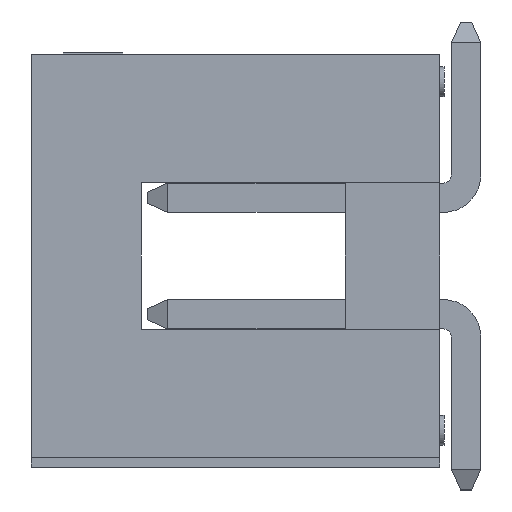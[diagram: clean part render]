
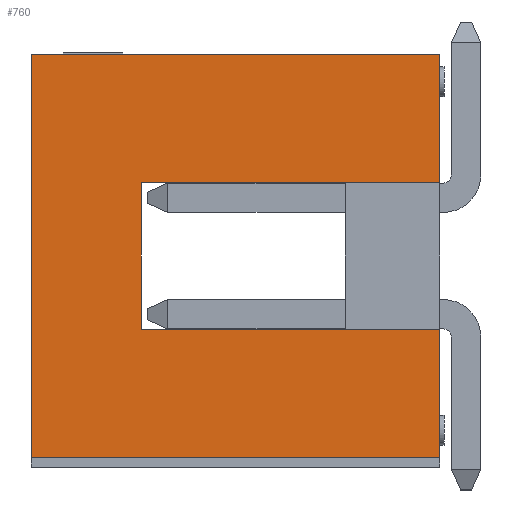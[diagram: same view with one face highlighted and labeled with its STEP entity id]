
A CAD part, left-side view. The second image highlights one B-rep face of the part: STEP entity #760.
In plain terms, the highlighted planar face has unit normal (-1, 0, 0).
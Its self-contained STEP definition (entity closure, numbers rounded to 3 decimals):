
#449 = LINE ( 'NONE', #13958, #1219 ) ;
#717 = LINE ( 'NONE', #2571, #15026 ) ;
#733 = CARTESIAN_POINT ( 'NONE',  ( -20.32, 8.9, 0. ) ) ;
#760 = ADVANCED_FACE ( 'NONE', ( #13068 ), #11767, .T. ) ;
#1219 = VECTOR ( 'NONE', #11593, 1000. ) ;
#1402 = VERTEX_POINT ( 'NONE', #6977 ) ;
#1590 = LINE ( 'NONE', #14694, #10326 ) ;
#1730 = CARTESIAN_POINT ( 'NONE',  ( -20.32, 4.45, -4.4 ) ) ;
#1813 = DIRECTION ( 'NONE',  ( 0., 0., 1. ) ) ;
#1830 = EDGE_CURVE ( 'NONE', #1402, #14883, #9068, .T. ) ;
#2057 = DIRECTION ( 'NONE',  ( 0., 0., -1. ) ) ;
#2227 = CARTESIAN_POINT ( 'NONE',  ( -20.32, 0., -1.6 ) ) ;
#2571 = CARTESIAN_POINT ( 'NONE',  ( -20.32, 4.45, 1.6 ) ) ;
#3684 = DIRECTION ( 'NONE',  ( -1., 0., 0. ) ) ;
#3959 = CARTESIAN_POINT ( 'NONE',  ( -20.32, 6.5, -1.6 ) ) ;
#4436 = VECTOR ( 'NONE', #2057, 1000. ) ;
#4562 = EDGE_CURVE ( 'NONE', #1402, #11839, #1590, .T. ) ;
#4570 = ORIENTED_EDGE ( 'NONE', *, *, #4562, .F. ) ;
#4648 = VERTEX_POINT ( 'NONE', #11116 ) ;
#4845 = AXIS2_PLACEMENT_3D ( 'NONE', #12988, #3684, #11863 ) ;
#5615 = VECTOR ( 'NONE', #1813, 1000. ) ;
#5820 = CARTESIAN_POINT ( 'NONE',  ( -20.32, 0., -0.1 ) ) ;
#6821 = EDGE_CURVE ( 'NONE', #11189, #15369, #7470, .T. ) ;
#6977 = CARTESIAN_POINT ( 'NONE',  ( -20.32, 8.9, 4.4 ) ) ;
#7128 = VERTEX_POINT ( 'NONE', #7826 ) ;
#7470 = LINE ( 'NONE', #14838, #5615 ) ;
#7534 = EDGE_CURVE ( 'NONE', #13289, #7128, #14459, .T. ) ;
#7826 = CARTESIAN_POINT ( 'NONE',  ( -20.32, 6.5, 1.6 ) ) ;
#7862 = ORIENTED_EDGE ( 'NONE', *, *, #12735, .T. ) ;
#7981 = EDGE_CURVE ( 'NONE', #4648, #11839, #15224, .T. ) ;
#8128 = CARTESIAN_POINT ( 'NONE',  ( -20.32, 0., 4.4 ) ) ;
#8188 = VECTOR ( 'NONE', #8591, 1000. ) ;
#8239 = CARTESIAN_POINT ( 'NONE',  ( -20.32, 8.9, -4.4 ) ) ;
#8591 = DIRECTION ( 'NONE',  ( 0., 0., 1. ) ) ;
#8954 = VECTOR ( 'NONE', #12976, 1000. ) ;
#9068 = LINE ( 'NONE', #733, #4436 ) ;
#9136 = ORIENTED_EDGE ( 'NONE', *, *, #1830, .T. ) ;
#10326 = VECTOR ( 'NONE', #14638, 1000. ) ;
#10482 = ORIENTED_EDGE ( 'NONE', *, *, #7981, .T. ) ;
#10492 = ORIENTED_EDGE ( 'NONE', *, *, #6821, .T. ) ;
#10836 = CARTESIAN_POINT ( 'NONE',  ( -20.32, 6.5, 0. ) ) ;
#11116 = CARTESIAN_POINT ( 'NONE',  ( -20.32, 0., 1.6 ) ) ;
#11189 = VERTEX_POINT ( 'NONE', #15057 ) ;
#11212 = DIRECTION ( 'NONE',  ( 0., -1., 0. ) ) ;
#11593 = DIRECTION ( 'NONE',  ( 0., 1., 0. ) ) ;
#11680 = VECTOR ( 'NONE', #11212, 1000. ) ;
#11767 = PLANE ( 'NONE',  #4845 ) ;
#11839 = VERTEX_POINT ( 'NONE', #8128 ) ;
#11863 = DIRECTION ( 'NONE',  ( 0., 0., 1. ) ) ;
#11923 = EDGE_LOOP ( 'NONE', ( #10492, #13014, #13981, #13868, #10482, #4570, #9136, #7862 ) ) ;
#11943 = DIRECTION ( 'NONE',  ( 0., -1., 0. ) ) ;
#12528 = EDGE_CURVE ( 'NONE', #7128, #4648, #717, .T. ) ;
#12735 = EDGE_CURVE ( 'NONE', #14883, #11189, #13701, .T. ) ;
#12976 = DIRECTION ( 'NONE',  ( 0., 0., 1. ) ) ;
#12988 = CARTESIAN_POINT ( 'NONE',  ( -20.32, -0.178, -4.576 ) ) ;
#13014 = ORIENTED_EDGE ( 'NONE', *, *, #14248, .T. ) ;
#13068 = FACE_OUTER_BOUND ( 'NONE', #11923, .T. ) ;
#13289 = VERTEX_POINT ( 'NONE', #3959 ) ;
#13701 = LINE ( 'NONE', #1730, #11680 ) ;
#13868 = ORIENTED_EDGE ( 'NONE', *, *, #12528, .T. ) ;
#13958 = CARTESIAN_POINT ( 'NONE',  ( -20.32, 4.45, -1.6 ) ) ;
#13981 = ORIENTED_EDGE ( 'NONE', *, *, #7534, .T. ) ;
#14248 = EDGE_CURVE ( 'NONE', #15369, #13289, #449, .T. ) ;
#14459 = LINE ( 'NONE', #10836, #8188 ) ;
#14638 = DIRECTION ( 'NONE',  ( 0., -1., 0. ) ) ;
#14694 = CARTESIAN_POINT ( 'NONE',  ( -20.32, 4.45, 4.4 ) ) ;
#14838 = CARTESIAN_POINT ( 'NONE',  ( -20.32, 0., -0.1 ) ) ;
#14883 = VERTEX_POINT ( 'NONE', #8239 ) ;
#15026 = VECTOR ( 'NONE', #11943, 1000. ) ;
#15057 = CARTESIAN_POINT ( 'NONE',  ( -20.32, 0., -4.4 ) ) ;
#15224 = LINE ( 'NONE', #5820, #8954 ) ;
#15369 = VERTEX_POINT ( 'NONE', #2227 ) ;
